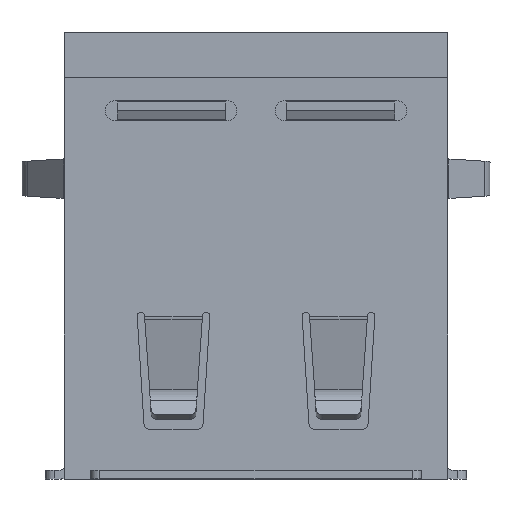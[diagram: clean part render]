
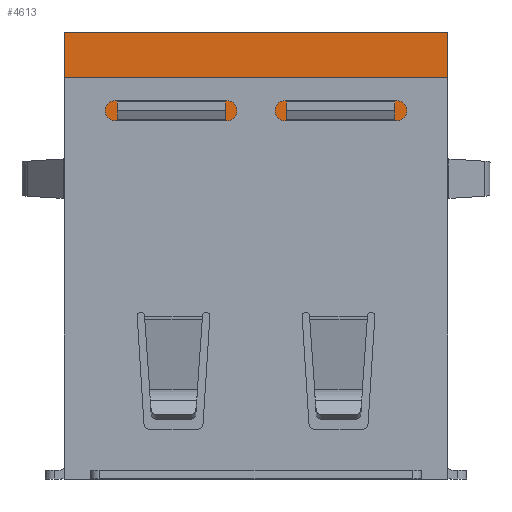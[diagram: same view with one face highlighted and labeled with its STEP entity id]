
A CAD part, top view. The second image highlights one B-rep face of the part: STEP entity #4613.
In plain terms, the highlighted planar face has unit normal (0, 0, 1).
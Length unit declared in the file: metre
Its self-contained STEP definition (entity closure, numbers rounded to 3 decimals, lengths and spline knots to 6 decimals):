
#2255 = EDGE_CURVE( '', #6415, #6416, #6417, .T. );
#2531 = EDGE_CURVE( '', #6458, #6415, #6897, .T. );
#2741 = EDGE_CURVE( '', #7248, #7249, #7250, .T. );
#3179 = EDGE_CURVE( '', #7940, #6458, #7941, .T. );
#3583 = EDGE_CURVE( '', #6416, #7940, #8537, .T. );
#3671 = EDGE_CURVE( '', #8653, #8654, #8655, .T. );
#4301 = EDGE_CURVE( '', #9208, #8631, #9486, .T. );
#4429 = EDGE_CURVE( '', #8653, #9026, #9646, .T. );
#4525 = EDGE_CURVE( '', #9759, #9026, #9760, .T. );
#4613 = ADVANCED_FACE( '', ( #9867, #9868, #9869 ), #9870, .T. );
#4719 = EDGE_CURVE( '', #8631, #7479, #10009, .T. );
#4809 = EDGE_CURVE( '', #9823, #9759, #10111, .T. );
#4937 = EDGE_CURVE( '', #7479, #10261, #10262, .T. );
#5153 = EDGE_CURVE( '', #9823, #10511, #10512, .T. );
#5527 = EDGE_CURVE( '', #7248, #10511, #10938, .T. );
#5713 = EDGE_CURVE( '', #10261, #9208, #11151, .T. );
#5745 = EDGE_CURVE( '', #8654, #7249, #11187, .T. );
#6415 = VERTEX_POINT( '', #12054 );
#6416 = VERTEX_POINT( '', #12055 );
#6417 = LINE( '', #12056, #12057 );
#6458 = VERTEX_POINT( '', #12107 );
#6897 = LINE( '', #12761, #12762 );
#7248 = VERTEX_POINT( '', #13277 );
#7249 = VERTEX_POINT( '', #13278 );
#7250 = LINE( '', #13279, #13280 );
#7479 = VERTEX_POINT( '', #13630 );
#7940 = VERTEX_POINT( '', #14298 );
#7941 = LINE( '', #14299, #14300 );
#8537 = LINE( '', #15198, #15199 );
#8631 = VERTEX_POINT( '', #15350 );
#8653 = VERTEX_POINT( '', #15401 );
#8654 = VERTEX_POINT( '', #15402 );
#8655 = LINE( '', #15403, #15404 );
#9026 = VERTEX_POINT( '', #15983 );
#9208 = VERTEX_POINT( '', #16251 );
#9486 = LINE( '', #16702, #16703 );
#9646 = LINE( '', #16948, #16949 );
#9759 = VERTEX_POINT( '', #17159 );
#9760 = LINE( '', #17160, #17161 );
#9823 = VERTEX_POINT( '', #17266 );
#9867 = FACE_OUTER_BOUND( '', #17342, .T. );
#9868 = FACE_BOUND( '', #17343, .T. );
#9869 = FACE_BOUND( '', #17344, .T. );
#9870 = PLANE( '', #17345 );
#10009 = LINE( '', #17553, #17554 );
#10111 = LINE( '', #17737, #17738 );
#10261 = VERTEX_POINT( '', #18001 );
#10262 = LINE( '', #18002, #18003 );
#10511 = VERTEX_POINT( '', #18430 );
#10512 = LINE( '', #18431, #18432 );
#10938 = LINE( '', #19183, #19184 );
#11151 = LINE( '', #19543, #19544 );
#11187 = LINE( '', #19606, #19607 );
#12054 = CARTESIAN_POINT( '', ( -0.00105, 0.004679, 0.006571 ) );
#12055 = CARTESIAN_POINT( '', ( -0.00105, 0.005279, 0.006571 ) );
#12056 = CARTESIAN_POINT( '', ( -0.00105, 0.004679, 0.006571 ) );
#12057 = VECTOR( '', #20417, 1. );
#12107 = CARTESIAN_POINT( '', ( -0.00475, 0.004679, 0.006571 ) );
#12761 = CARTESIAN_POINT( '', ( -0.00475, 0.004679, 0.006571 ) );
#12762 = VECTOR( '', #20960, 1. );
#13277 = CARTESIAN_POINT( '', ( 0.00655, 0.007649, 0.006571 ) );
#13278 = CARTESIAN_POINT( '', ( -0.00655, 0.007649, 0.006571 ) );
#13279 = CARTESIAN_POINT( '', ( 0.00655, 0.007649, 0.006571 ) );
#13280 = VECTOR( '', #21306, 1. );
#13630 = CARTESIAN_POINT( '', ( 0.00105, 0.005279, 0.006571 ) );
#14298 = CARTESIAN_POINT( '', ( -0.00475, 0.005279, 0.006571 ) );
#14299 = CARTESIAN_POINT( '', ( -0.00475, 0.005279, 0.006571 ) );
#14300 = VECTOR( '', #22188, 1. );
#15198 = CARTESIAN_POINT( '', ( -0.00105, 0.005279, 0.006571 ) );
#15199 = VECTOR( '', #22796, 1. );
#15350 = CARTESIAN_POINT( '', ( 0.00475, 0.005279, 0.006571 ) );
#15401 = CARTESIAN_POINT( '', ( -0.00615, 0.006109, 0.006571 ) );
#15402 = CARTESIAN_POINT( '', ( -0.00655, 0.006109, 0.006571 ) );
#15403 = CARTESIAN_POINT( '', ( -0.00615, 0.006109, 0.006571 ) );
#15404 = VECTOR( '', #22910, 1. );
#15983 = CARTESIAN_POINT( '', ( -0.00615, 0.002549, 0.006571 ) );
#16251 = CARTESIAN_POINT( '', ( 0.00475, 0.004679, 0.006571 ) );
#16702 = CARTESIAN_POINT( '', ( 0.00475, 0.004679, 0.006571 ) );
#16703 = VECTOR( '', #23985, 1. );
#16948 = CARTESIAN_POINT( '', ( -0.00615, 0.006109, 0.006571 ) );
#16949 = VECTOR( '', #24208, 1. );
#17159 = CARTESIAN_POINT( '', ( 0.00615, 0.002549, 0.006571 ) );
#17160 = CARTESIAN_POINT( '', ( 0.00615, 0.002549, 0.006571 ) );
#17161 = VECTOR( '', #24335, 1. );
#17266 = CARTESIAN_POINT( '', ( 0.00615, 0.006109, 0.006571 ) );
#17342 = EDGE_LOOP( '', ( #24448, #24449, #24450, #24451, #24452, #24453, #24454, #24455 ) );
#17343 = EDGE_LOOP( '', ( #24456, #24457, #24458, #24459 ) );
#17344 = EDGE_LOOP( '', ( #24460, #24461, #24462, #24463 ) );
#17345 = AXIS2_PLACEMENT_3D( '', #24464, #24465, #24466 );
#17553 = CARTESIAN_POINT( '', ( 0.00475, 0.005279, 0.006571 ) );
#17554 = VECTOR( '', #24723, 1. );
#17737 = CARTESIAN_POINT( '', ( 0.00615, 0.006109, 0.006571 ) );
#17738 = VECTOR( '', #24855, 1. );
#18001 = CARTESIAN_POINT( '', ( 0.00105, 0.004679, 0.006571 ) );
#18002 = CARTESIAN_POINT( '', ( 0.00105, 0.005279, 0.006571 ) );
#18003 = VECTOR( '', #25020, 1. );
#18430 = CARTESIAN_POINT( '', ( 0.00655, 0.006109, 0.006571 ) );
#18431 = CARTESIAN_POINT( '', ( 0.00615, 0.006109, 0.006571 ) );
#18432 = VECTOR( '', #25355, 1. );
#19183 = CARTESIAN_POINT( '', ( 0.00655, 0.007649, 0.006571 ) );
#19184 = VECTOR( '', #25969, 1. );
#19543 = CARTESIAN_POINT( '', ( 0.00105, 0.004679, 0.006571 ) );
#19544 = VECTOR( '', #26254, 1. );
#19606 = CARTESIAN_POINT( '', ( -0.00655, 0.006109, 0.006571 ) );
#19607 = VECTOR( '', #26301, 1. );
#20417 = DIRECTION( '', ( 0., 1., 0. ) );
#20960 = DIRECTION( '', ( 1., 0., 0. ) );
#21306 = DIRECTION( '', ( -1., 0., 0. ) );
#22188 = DIRECTION( '', ( 0., -1., 0. ) );
#22796 = DIRECTION( '', ( -1., 0., 0. ) );
#22910 = DIRECTION( '', ( -1., 0., 0. ) );
#23985 = DIRECTION( '', ( 0., 1., 0. ) );
#24208 = DIRECTION( '', ( 0., -1., 0. ) );
#24335 = DIRECTION( '', ( -1., 0., 0. ) );
#24448 = ORIENTED_EDGE( '', *, *, #4525, .F. );
#24449 = ORIENTED_EDGE( '', *, *, #4809, .F. );
#24450 = ORIENTED_EDGE( '', *, *, #5153, .T. );
#24451 = ORIENTED_EDGE( '', *, *, #5527, .F. );
#24452 = ORIENTED_EDGE( '', *, *, #2741, .T. );
#24453 = ORIENTED_EDGE( '', *, *, #5745, .F. );
#24454 = ORIENTED_EDGE( '', *, *, #3671, .F. );
#24455 = ORIENTED_EDGE( '', *, *, #4429, .T. );
#24456 = ORIENTED_EDGE( '', *, *, #3179, .F. );
#24457 = ORIENTED_EDGE( '', *, *, #3583, .F. );
#24458 = ORIENTED_EDGE( '', *, *, #2255, .F. );
#24459 = ORIENTED_EDGE( '', *, *, #2531, .F. );
#24460 = ORIENTED_EDGE( '', *, *, #5713, .F. );
#24461 = ORIENTED_EDGE( '', *, *, #4937, .F. );
#24462 = ORIENTED_EDGE( '', *, *, #4719, .F. );
#24463 = ORIENTED_EDGE( '', *, *, #4301, .F. );
#24464 = CARTESIAN_POINT( '', ( 0.00615, 0.007649, 0.006571 ) );
#24465 = DIRECTION( '', ( 0., 0., 1. ) );
#24466 = DIRECTION( '', ( 1., 0., 0. ) );
#24723 = DIRECTION( '', ( -1., 0., 0. ) );
#24855 = DIRECTION( '', ( 0., -1., 0. ) );
#25020 = DIRECTION( '', ( 0., -1., 0. ) );
#25355 = DIRECTION( '', ( 1., 0., 0. ) );
#25969 = DIRECTION( '', ( 0., -1., 0. ) );
#26254 = DIRECTION( '', ( 1., 0., 0. ) );
#26301 = DIRECTION( '', ( 0., 1., 0. ) );
